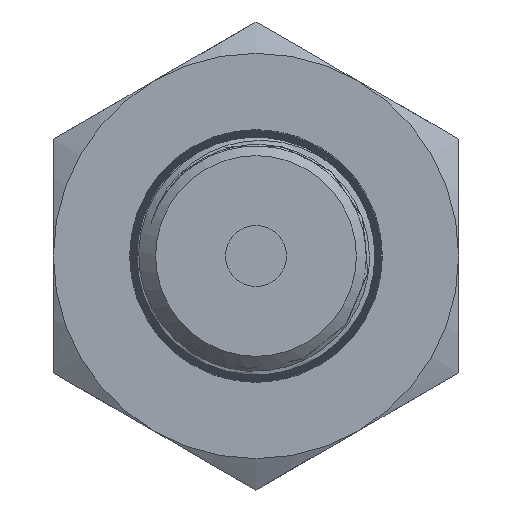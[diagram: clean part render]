
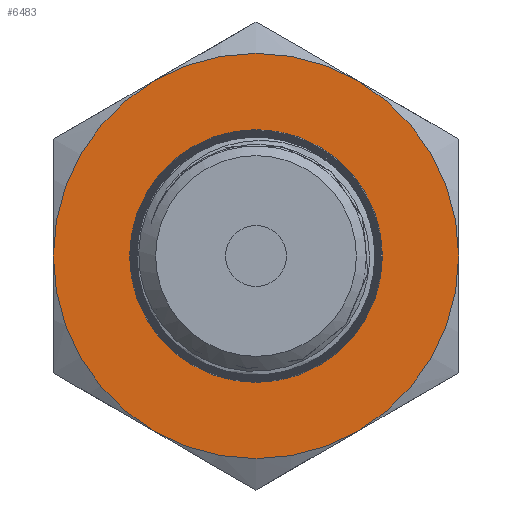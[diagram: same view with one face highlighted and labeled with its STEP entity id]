
A CAD part, left-side view. The second image highlights one B-rep face of the part: STEP entity #6483.
In plain terms, the highlighted planar face has unit normal (-1, 0, 0).
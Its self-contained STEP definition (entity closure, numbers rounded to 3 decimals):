
#341=FACE_BOUND('',#1159,.T.);
#412=PLANE('',#6658);
#763=FACE_OUTER_BOUND('',#1158,.T.);
#1158=EDGE_LOOP('',(#5982,#5983,#5984,#5985,#5986,#5987));
#1159=EDGE_LOOP('',(#5988));
#1197=CIRCLE('',#6560,6.86);
#1218=CIRCLE('',#6624,11.);
#1219=CIRCLE('',#6626,11.);
#1220=CIRCLE('',#6628,11.);
#1221=CIRCLE('',#6630,11.);
#1222=CIRCLE('',#6632,11.);
#1223=CIRCLE('',#6634,11.);
#2526=VERTEX_POINT('',#8850);
#3087=VERTEX_POINT('',#19776);
#3088=VERTEX_POINT('',#19780);
#3090=VERTEX_POINT('',#19787);
#3092=VERTEX_POINT('',#19797);
#3094=VERTEX_POINT('',#19810);
#3096=VERTEX_POINT('',#19820);
#3195=EDGE_CURVE('',#2526,#2526,#1197,.T.);
#4037=EDGE_CURVE('',#3087,#3088,#1218,.T.);
#4040=EDGE_CURVE('',#3090,#3087,#1219,.T.);
#4043=EDGE_CURVE('',#3092,#3090,#1220,.T.);
#4045=EDGE_CURVE('',#3094,#3092,#1221,.T.);
#4048=EDGE_CURVE('',#3096,#3094,#1222,.T.);
#4051=EDGE_CURVE('',#3088,#3096,#1223,.T.);
#5982=ORIENTED_EDGE('',*,*,#4051,.T.);
#5983=ORIENTED_EDGE('',*,*,#4048,.T.);
#5984=ORIENTED_EDGE('',*,*,#4045,.T.);
#5985=ORIENTED_EDGE('',*,*,#4043,.T.);
#5986=ORIENTED_EDGE('',*,*,#4040,.T.);
#5987=ORIENTED_EDGE('',*,*,#4037,.T.);
#5988=ORIENTED_EDGE('',*,*,#3195,.T.);
#6483=ADVANCED_FACE('',(#763,#341),#412,.T.);
#6560=AXIS2_PLACEMENT_3D('',#8851,#6780,#6781);
#6624=AXIS2_PLACEMENT_3D('',#19784,#7202,#7203);
#6626=AXIS2_PLACEMENT_3D('',#19794,#7206,#7207);
#6628=AXIS2_PLACEMENT_3D('',#19804,#7210,#7211);
#6630=AXIS2_PLACEMENT_3D('',#19811,#7214,#7215);
#6632=AXIS2_PLACEMENT_3D('',#19821,#7218,#7219);
#6634=AXIS2_PLACEMENT_3D('',#19830,#7222,#7223);
#6658=AXIS2_PLACEMENT_3D('',#19915,#7278,#7279);
#6780=DIRECTION('center_axis',(1.,0.,0.));
#6781=DIRECTION('ref_axis',(0.,0.,-1.));
#7202=DIRECTION('center_axis',(-1.,0.,0.));
#7203=DIRECTION('ref_axis',(0.,1.,0.));
#7206=DIRECTION('center_axis',(-1.,0.,0.));
#7207=DIRECTION('ref_axis',(0.,1.,0.));
#7210=DIRECTION('center_axis',(-1.,0.,0.));
#7211=DIRECTION('ref_axis',(0.,1.,0.));
#7214=DIRECTION('center_axis',(-1.,0.,0.));
#7215=DIRECTION('ref_axis',(0.,1.,0.));
#7218=DIRECTION('center_axis',(-1.,0.,0.));
#7219=DIRECTION('ref_axis',(0.,1.,0.));
#7222=DIRECTION('center_axis',(-1.,0.,0.));
#7223=DIRECTION('ref_axis',(0.,1.,0.));
#7278=DIRECTION('center_axis',(-1.,0.,0.));
#7279=DIRECTION('ref_axis',(0.,0.,1.));
#8850=CARTESIAN_POINT('',(-36.6,-6.86,0.));
#8851=CARTESIAN_POINT('Origin',(-36.6,0.,0.));
#19776=CARTESIAN_POINT('',(-36.6,-5.5,-9.526));
#19780=CARTESIAN_POINT('',(-36.6,-11.,0.));
#19784=CARTESIAN_POINT('Origin',(-36.6,0.,0.));
#19787=CARTESIAN_POINT('',(-36.6,5.5,-9.526));
#19794=CARTESIAN_POINT('Origin',(-36.6,0.,0.));
#19797=CARTESIAN_POINT('',(-36.6,11.,0.));
#19804=CARTESIAN_POINT('Origin',(-36.6,0.,0.));
#19810=CARTESIAN_POINT('',(-36.6,5.5,9.526));
#19811=CARTESIAN_POINT('Origin',(-36.6,0.,0.));
#19820=CARTESIAN_POINT('',(-36.6,-5.5,9.526));
#19821=CARTESIAN_POINT('Origin',(-36.6,0.,0.));
#19830=CARTESIAN_POINT('Origin',(-36.6,0.,0.));
#19915=CARTESIAN_POINT('Origin',(-36.6,11.,0.));
